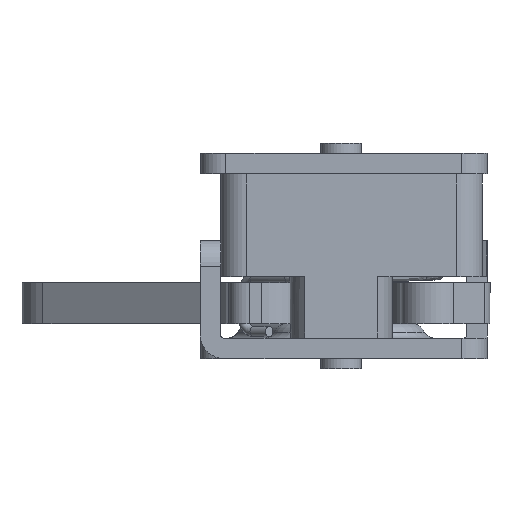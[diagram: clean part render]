
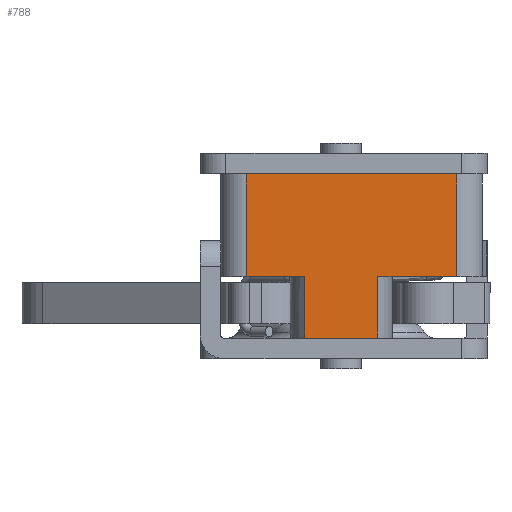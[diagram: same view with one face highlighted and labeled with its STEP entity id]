
A CAD part, left-side view. The second image highlights one B-rep face of the part: STEP entity #788.
In plain terms, the highlighted planar face has unit normal (-1, 0, 0).
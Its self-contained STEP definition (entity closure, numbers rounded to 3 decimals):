
#788=ADVANCED_FACE('',(#1423),#1424,.F.);
#1423=FACE_OUTER_BOUND('',#3398,.T.);
#1424=PLANE('',#3399);
#3398=EDGE_LOOP('',(#5351,#5352,#5353,#5354,#5355,#5356,#5357,#5358));
#3399=AXIS2_PLACEMENT_3D('',#5359,#5360,#5361);
#5351=ORIENTED_EDGE('',*,*,#7605,.T.);
#5352=ORIENTED_EDGE('',*,*,#7689,.T.);
#5353=ORIENTED_EDGE('',*,*,#7652,.F.);
#5354=ORIENTED_EDGE('',*,*,#7690,.F.);
#5355=ORIENTED_EDGE('',*,*,#7627,.T.);
#5356=ORIENTED_EDGE('',*,*,#7691,.T.);
#5357=ORIENTED_EDGE('',*,*,#7692,.T.);
#5358=ORIENTED_EDGE('',*,*,#7693,.F.);
#5359=CARTESIAN_POINT('',(-41.689,18.528,2.25));
#5360=DIRECTION('',(1.,0.,0.));
#5361=DIRECTION('',(0.,1.,0.));
#7605=EDGE_CURVE('',#8994,#8992,#8995,.T.);
#7627=EDGE_CURVE('',#9038,#9036,#9039,.T.);
#7652=EDGE_CURVE('',#9079,#9081,#9082,.T.);
#7689=EDGE_CURVE('',#8992,#9081,#9153,.T.);
#7690=EDGE_CURVE('',#9038,#9079,#9154,.T.);
#7691=EDGE_CURVE('',#9036,#9155,#9156,.T.);
#7692=EDGE_CURVE('',#9155,#9157,#9158,.T.);
#7693=EDGE_CURVE('',#8994,#9157,#9159,.T.);
#8992=VERTEX_POINT('',#11173);
#8994=VERTEX_POINT('',#11175);
#8995=LINE('',#11176,#11177);
#9036=VERTEX_POINT('',#11227);
#9038=VERTEX_POINT('',#11229);
#9039=LINE('',#11230,#11231);
#9079=VERTEX_POINT('',#11290);
#9081=VERTEX_POINT('',#11292);
#9082=LINE('',#11293,#11294);
#9153=LINE('',#11380,#11381);
#9154=LINE('',#11382,#11383);
#9155=VERTEX_POINT('',#11384);
#9156=LINE('',#11385,#11386);
#9157=VERTEX_POINT('',#11387);
#9158=LINE('',#11388,#11389);
#9159=LINE('',#11390,#11391);
#11173=CARTESIAN_POINT('',(-41.689,-1.972,2.25));
#11175=CARTESIAN_POINT('',(-41.689,5.707,2.25));
#11176=CARTESIAN_POINT('',(-41.689,18.528,2.25));
#11177=VECTOR('',#13379,1.0);
#11227=CARTESIAN_POINT('',(-41.689,12.848,2.25));
#11229=CARTESIAN_POINT('',(-41.689,18.528,2.25));
#11230=CARTESIAN_POINT('',(-41.689,18.528,2.25));
#11231=VECTOR('',#13425,1.0);
#11290=CARTESIAN_POINT('',(-41.689,18.528,12.25));
#11292=CARTESIAN_POINT('',(-41.689,-1.972,12.25));
#11293=CARTESIAN_POINT('',(-41.689,18.528,12.25));
#11294=VECTOR('',#13460,1.0);
#11380=CARTESIAN_POINT('',(-41.689,-1.972,2.25));
#11381=VECTOR('',#13539,1.0);
#11382=CARTESIAN_POINT('',(-41.689,18.528,2.25));
#11383=VECTOR('',#13540,1.0);
#11384=CARTESIAN_POINT('',(-41.689,12.848,-3.75));
#11385=CARTESIAN_POINT('',(-41.689,12.848,71.073));
#11386=VECTOR('',#13541,1.0);
#11387=CARTESIAN_POINT('',(-41.689,5.707,-3.75));
#11388=CARTESIAN_POINT('',(-41.689,12.848,-3.75));
#11389=VECTOR('',#13542,1.0);
#11390=CARTESIAN_POINT('',(-41.689,5.707,71.073));
#11391=VECTOR('',#13543,1.0);
#13379=DIRECTION('',(0.,-1.,0.));
#13425=DIRECTION('',(0.,-1.,0.));
#13460=DIRECTION('',(0.,-1.,0.));
#13539=DIRECTION('',(0.,0.,1.0));
#13540=DIRECTION('',(0.,0.,1.0));
#13541=DIRECTION('',(0.,0.,-1.0));
#13542=DIRECTION('',(0.,-1.,0.));
#13543=DIRECTION('',(0.,0.,-1.0));
